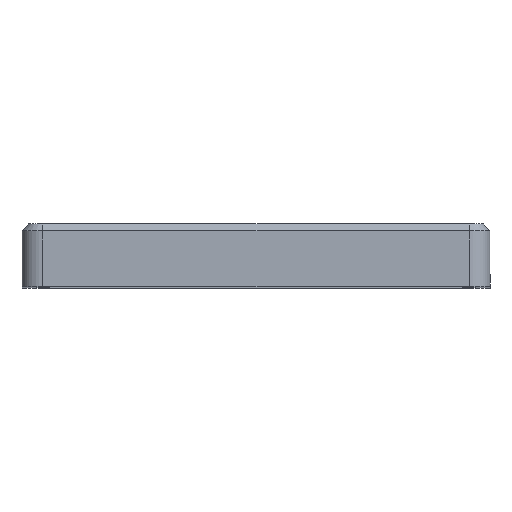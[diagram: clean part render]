
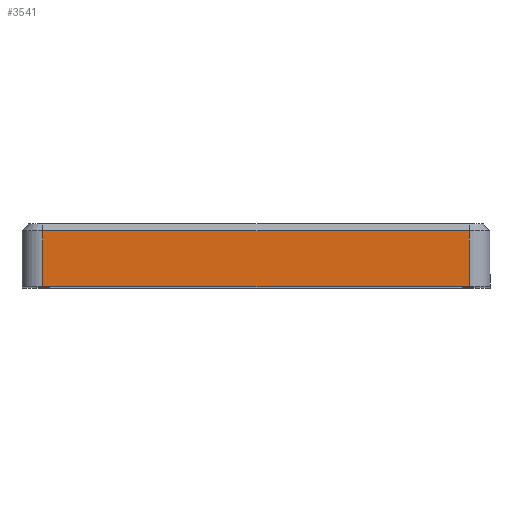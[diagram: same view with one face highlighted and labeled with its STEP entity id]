
A CAD part, top view. The second image highlights one B-rep face of the part: STEP entity #3541.
In plain terms, the highlighted planar face has unit normal (0, 0, 1).
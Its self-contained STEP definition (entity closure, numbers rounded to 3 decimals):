
#341=FACE_OUTER_BOUND('',#550,.T.);
#550=EDGE_LOOP('',(#2659,#2660,#2661,#2662));
#722=LINE('',#4650,#1082);
#877=LINE('',#5282,#1237);
#878=LINE('',#5283,#1238);
#879=LINE('',#5284,#1239);
#1082=VECTOR('',#3915,10.);
#1237=VECTOR('',#4224,10.);
#1238=VECTOR('',#4225,10.);
#1239=VECTOR('',#4226,10.);
#1445=VERTEX_POINT('',#4647);
#1446=VERTEX_POINT('',#4649);
#1635=VERTEX_POINT('',#5280);
#1636=VERTEX_POINT('',#5281);
#1798=EDGE_CURVE('',#1445,#1446,#722,.T.);
#2032=EDGE_CURVE('',#1635,#1636,#877,.T.);
#2033=EDGE_CURVE('',#1446,#1635,#878,.T.);
#2034=EDGE_CURVE('',#1636,#1445,#879,.T.);
#2659=ORIENTED_EDGE('',*,*,#2032,.F.);
#2660=ORIENTED_EDGE('',*,*,#2033,.F.);
#2661=ORIENTED_EDGE('',*,*,#1798,.F.);
#2662=ORIENTED_EDGE('',*,*,#2034,.F.);
#3426=PLANE('',#3791);
#3541=ADVANCED_FACE('',(#341),#3426,.T.);
#3791=AXIS2_PLACEMENT_3D('',#5279,#4222,#4223);
#3915=DIRECTION('',(-1.,0.,0.));
#4222=DIRECTION('center_axis',(0.,0.,1.));
#4223=DIRECTION('ref_axis',(1.,0.,0.));
#4224=DIRECTION('',(1.,0.,0.));
#4225=DIRECTION('',(0.,1.,0.));
#4226=DIRECTION('',(0.,-1.,0.));
#4647=CARTESIAN_POINT('',(2.5,-5.,5.5));
#4649=CARTESIAN_POINT('',(-58.5,-5.,5.5));
#4650=CARTESIAN_POINT('',(5.5,-5.,5.5));
#5279=CARTESIAN_POINT('Origin',(-61.5,0.,5.5));
#5280=CARTESIAN_POINT('',(-58.5,3.,5.5));
#5281=CARTESIAN_POINT('',(2.5,3.,5.5));
#5282=CARTESIAN_POINT('',(-44.75,3.,5.5));
#5283=CARTESIAN_POINT('',(-58.5,0.,5.5));
#5284=CARTESIAN_POINT('',(2.5,0.,5.5));
